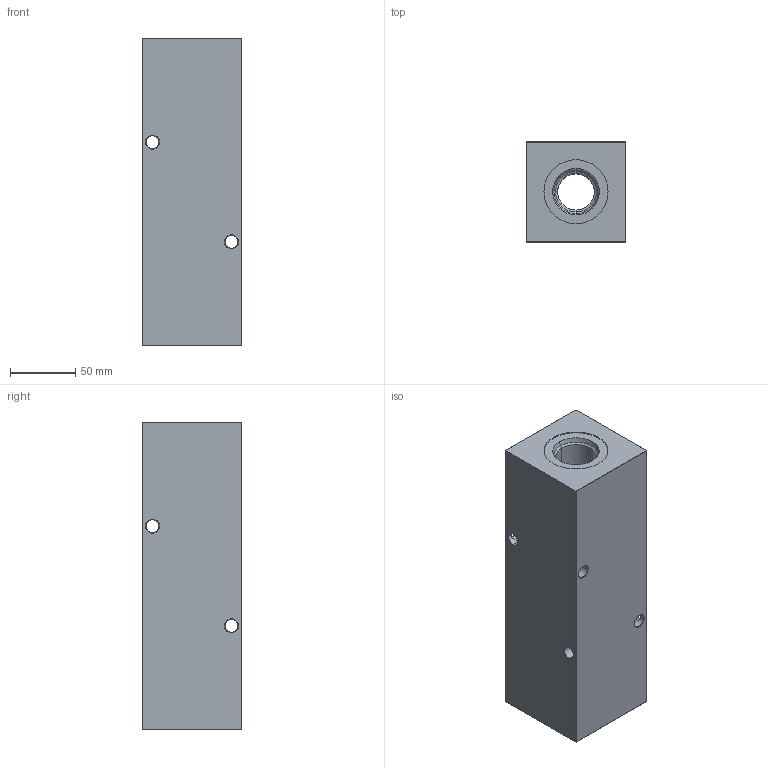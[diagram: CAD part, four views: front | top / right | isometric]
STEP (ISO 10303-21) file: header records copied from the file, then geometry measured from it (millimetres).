
FILE_DESCRIPTION (( 'STEP AP203' ), '1' );
FILE_NAME ('HM-3-0-S-16-16.STEP', '2020-10-27T20:59:48', ( '' ), ( '' ), 'SwSTEP 2.0', 'SolidWorks 2019', '' );
FILE_SCHEMA (( 'CONFIG_CONTROL_DESIGN' ));
Length unit declared in the file: inch
Products named in the file (1): HM-3-0-S-16-16
Bounding box: 76.2 x 76.2 x 234.95 mm (x, y, z)
Volume: 1124134.3 mm3; surface area: 114502.4 mm2
Topology: 1 solids, 1 shells, 528 faces, 1369 edges, 886 vertices
Faces by surface type: plane 238, bspline 200, cone 46, cylinder 44
Entity records: 25612 total; most frequent: CARTESIAN_POINT 14004, ORIENTED_EDGE 2738, DIRECTION 1695, EDGE_CURVE 1369, VERTEX_POINT 886, VECTOR 821, LINE 821, EDGE_LOOP 591
